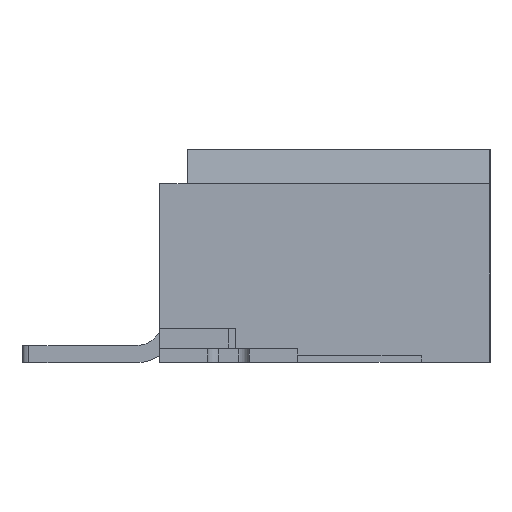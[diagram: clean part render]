
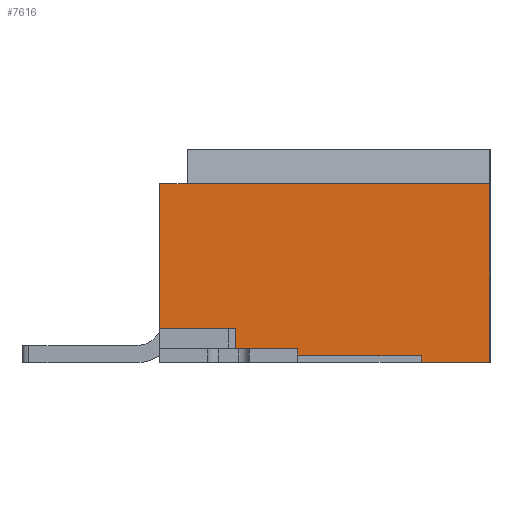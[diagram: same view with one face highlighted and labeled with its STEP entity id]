
A CAD part, left-side view. The second image highlights one B-rep face of the part: STEP entity #7616.
In plain terms, the highlighted planar face has unit normal (-1, 0, 0).
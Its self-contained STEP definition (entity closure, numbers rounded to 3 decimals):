
#910=ORIENTED_EDGE('',*,*,#2987,.F.);
#911=ORIENTED_EDGE('',*,*,#2988,.T.);
#912=ORIENTED_EDGE('',*,*,#2989,.T.);
#913=ORIENTED_EDGE('',*,*,#2990,.T.);
#914=ORIENTED_EDGE('',*,*,#2991,.F.);
#915=ORIENTED_EDGE('',*,*,#2992,.F.);
#916=ORIENTED_EDGE('',*,*,#2993,.T.);
#917=ORIENTED_EDGE('',*,*,#2994,.T.);
#918=ORIENTED_EDGE('',*,*,#2995,.T.);
#2987=EDGE_CURVE('',#4004,#4005,#4830,.T.);
#2988=EDGE_CURVE('',#4004,#4006,#4831,.T.);
#2989=EDGE_CURVE('',#4006,#4007,#4832,.T.);
#2990=EDGE_CURVE('',#4007,#4008,#4833,.T.);
#2991=EDGE_CURVE('',#4009,#4008,#4834,.T.);
#2992=EDGE_CURVE('',#4010,#4009,#4835,.T.);
#2993=EDGE_CURVE('',#4010,#3697,#4836,.T.);
#2994=EDGE_CURVE('',#3697,#4011,#4837,.T.);
#2995=EDGE_CURVE('',#4011,#4005,#4838,.T.);
#3697=VERTEX_POINT('',#10665);
#4004=VERTEX_POINT('',#11474);
#4005=VERTEX_POINT('',#11475);
#4006=VERTEX_POINT('',#11477);
#4007=VERTEX_POINT('',#11479);
#4008=VERTEX_POINT('',#11481);
#4009=VERTEX_POINT('',#11483);
#4010=VERTEX_POINT('',#11485);
#4011=VERTEX_POINT('',#11488);
#4830=LINE('',#11473,#5878);
#4831=LINE('',#11476,#5879);
#4832=LINE('',#11478,#5880);
#4833=LINE('',#11480,#5881);
#4834=LINE('',#11482,#5882);
#4835=LINE('',#11484,#5883);
#4836=LINE('',#11486,#5884);
#4837=LINE('',#11487,#5885);
#4838=LINE('',#11489,#5886);
#5878=VECTOR('',#9165,1000.);
#5879=VECTOR('',#9166,1000.);
#5880=VECTOR('',#9167,1000.);
#5881=VECTOR('',#9168,1000.);
#5882=VECTOR('',#9169,1000.);
#5883=VECTOR('',#9170,1000.);
#5884=VECTOR('',#9171,1000.);
#5885=VECTOR('',#9172,1000.);
#5886=VECTOR('',#9173,1000.);
#6507=EDGE_LOOP('',(#910,#911,#912,#913,#914,#915,#916,#917,#918));
#6890=FACE_BOUND('',#6507,.T.);
#7262=PLANE('',#8071);
#7616=ADVANCED_FACE('',(#6890),#7262,.F.);
#8071=AXIS2_PLACEMENT_3D('',#11472,#9163,#9164);
#9163=DIRECTION('',(1.,0.,0.));
#9164=DIRECTION('',(0.,0.,-1.));
#9165=DIRECTION('',(0.,1.,0.));
#9166=DIRECTION('',(0.,0.,-1.));
#9167=DIRECTION('',(0.,-1.,0.));
#9168=DIRECTION('',(0.,0.,-1.));
#9169=DIRECTION('',(0.,1.,0.));
#9170=DIRECTION('',(0.,0.,-1.));
#9171=DIRECTION('',(0.,1.,0.));
#9172=DIRECTION('',(0.,1.,0.));
#9173=DIRECTION('',(0.,0.,-1.));
#10665=CARTESIAN_POINT('',(-6.9,2.,1.05));
#11472=CARTESIAN_POINT('',(-6.9,-2.4,1.05));
#11473=CARTESIAN_POINT('',(-6.9,1.3,-1.05));
#11474=CARTESIAN_POINT('',(-6.9,1.3,-1.05));
#11475=CARTESIAN_POINT('',(-6.9,2.4,-1.05));
#11476=CARTESIAN_POINT('',(-6.9,1.3,-1.05));
#11477=CARTESIAN_POINT('',(-6.9,1.3,-1.45));
#11478=CARTESIAN_POINT('',(-6.9,2.4,-1.45));
#11479=CARTESIAN_POINT('',(-6.9,-1.4,-1.45));
#11480=CARTESIAN_POINT('',(-6.9,-1.4,-1.45));
#11481=CARTESIAN_POINT('',(-6.9,-1.4,-1.55));
#11482=CARTESIAN_POINT('',(-6.9,-2.4,-1.55));
#11483=CARTESIAN_POINT('',(-6.9,-2.4,-1.55));
#11484=CARTESIAN_POINT('',(-6.9,-2.4,1.05));
#11485=CARTESIAN_POINT('',(-6.9,-2.4,1.05));
#11486=CARTESIAN_POINT('',(-6.9,-2.4,1.05));
#11487=CARTESIAN_POINT('',(-6.9,2.,1.05));
#11488=CARTESIAN_POINT('',(-6.9,2.4,1.05));
#11489=CARTESIAN_POINT('',(-6.9,2.4,1.05));
